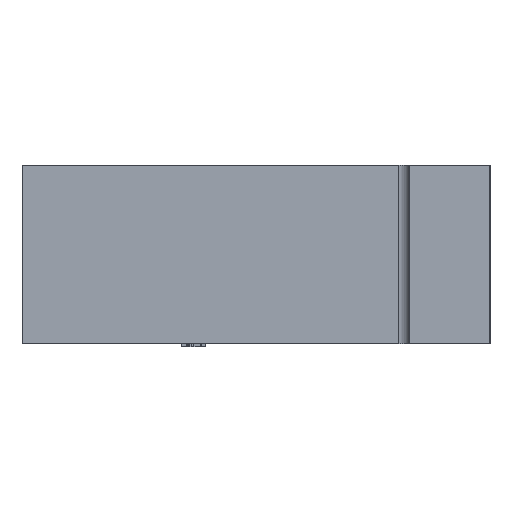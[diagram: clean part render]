
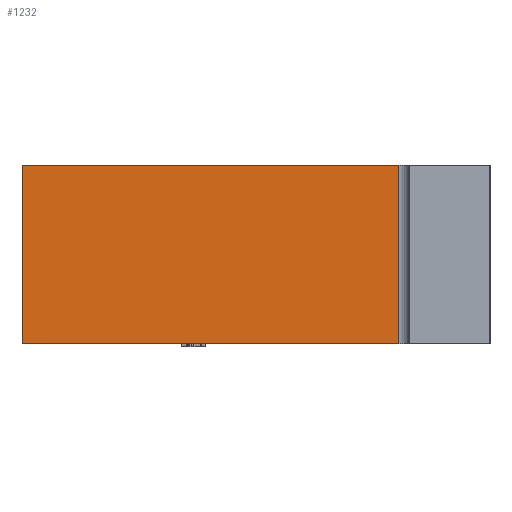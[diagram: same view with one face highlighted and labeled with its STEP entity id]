
A CAD part, left-side view. The second image highlights one B-rep face of the part: STEP entity #1232.
In plain terms, the highlighted planar face has unit normal (-1, 0, 0).
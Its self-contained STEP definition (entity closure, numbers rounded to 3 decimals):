
#148=DIRECTION('',(0.,0.,-1.));
#149=VECTOR('',#148,16.8);
#150=CARTESIAN_POINT('',(61.5,44.1,15.));
#151=LINE('',#150,#149);
#152=DIRECTION('',(0.,1.,0.));
#153=VECTOR('',#152,35.5);
#154=CARTESIAN_POINT('',(61.5,8.6,-1.8));
#155=LINE('',#154,#153);
#156=DIRECTION('',(0.,-1.,0.));
#157=VECTOR('',#156,35.5);
#158=CARTESIAN_POINT('',(61.5,44.1,15.));
#159=LINE('',#158,#157);
#160=DIRECTION('',(0.,0.,1.));
#161=VECTOR('',#160,16.8);
#162=CARTESIAN_POINT('',(61.5,8.6,-1.8));
#163=LINE('',#162,#161);
#742=CARTESIAN_POINT('',(61.5,8.6,15.));
#744=VERTEX_POINT('',#742);
#910=CARTESIAN_POINT('',(61.5,8.6,-1.8));
#912=VERTEX_POINT('',#910);
#920=CARTESIAN_POINT('',(61.5,44.1,-1.8));
#921=VERTEX_POINT('',#920);
#926=CARTESIAN_POINT('',(61.5,44.1,15.));
#927=VERTEX_POINT('',#926);
#1219=CARTESIAN_POINT('',(61.5,8.6,0.));
#1220=DIRECTION('',(-1.,0.,0.));
#1221=DIRECTION('',(0.,1.,0.));
#1222=AXIS2_PLACEMENT_3D('',#1219,#1220,#1221);
#1223=PLANE('',#1222);
#1225=ORIENTED_EDGE('',*,*,#1224,.F.);
#1227=ORIENTED_EDGE('',*,*,#1226,.T.);
#1228=ORIENTED_EDGE('',*,*,#1211,.F.);
#1229=ORIENTED_EDGE('',*,*,#989,.T.);
#1230=EDGE_LOOP('',(#1225,#1227,#1228,#1229));
#1231=FACE_OUTER_BOUND('',#1230,.F.);
#1232=ADVANCED_FACE('',(#1231),#1223,.T.);
#989=EDGE_CURVE('',#927,#744,#159,.T.);
#1211=EDGE_CURVE('',#927,#921,#151,.T.);
#1224=EDGE_CURVE('',#912,#744,#163,.T.);
#1226=EDGE_CURVE('',#912,#921,#155,.T.);
